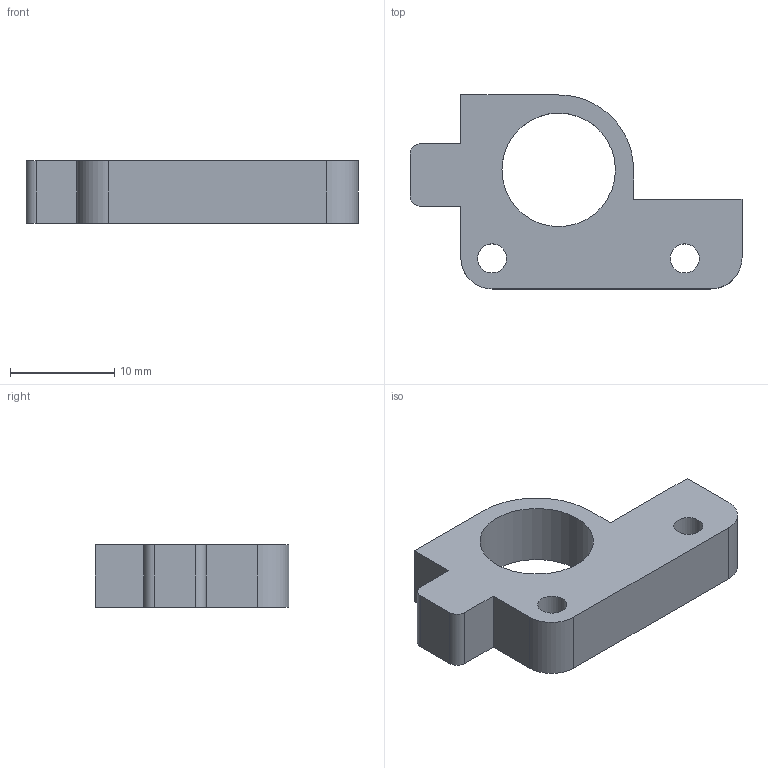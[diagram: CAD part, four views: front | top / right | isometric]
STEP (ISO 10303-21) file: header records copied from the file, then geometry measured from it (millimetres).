
FILE_DESCRIPTION (( 'STEP AP214' ), '1' );
FILE_NAME ('1122-A2P-A.STEP', '2013-05-15T14:52:15', ( '3DAssist' ), ( '' ), 'SwSTEP 2.0', 'SolidWorks 2013', '' );
FILE_SCHEMA (( 'AUTOMOTIVE_DESIGN' ));
Length unit declared in the file: millimetre
Products named in the file (1): 1122-A2P-A
Bounding box: 31.87 x 18.62 x 6 mm (x, y, z)
Volume: 1839.9 mm3; surface area: 1491 mm2
Topology: 1 solids, 1 shells, 20 faces, 54 edges, 36 vertices
Faces by surface type: plane 12, bspline 5, cylinder 3
Full cylindrical faces by diameter (mm): 2.799 x1, 2.8 x1, 10.899 x1
Entity records: 685 total; most frequent: CARTESIAN_POINT 173, ORIENTED_EDGE 102, DIRECTION 79, EDGE_CURVE 51, VERTEX_POINT 36, LINE 35, VECTOR 35, EDGE_LOOP 29
